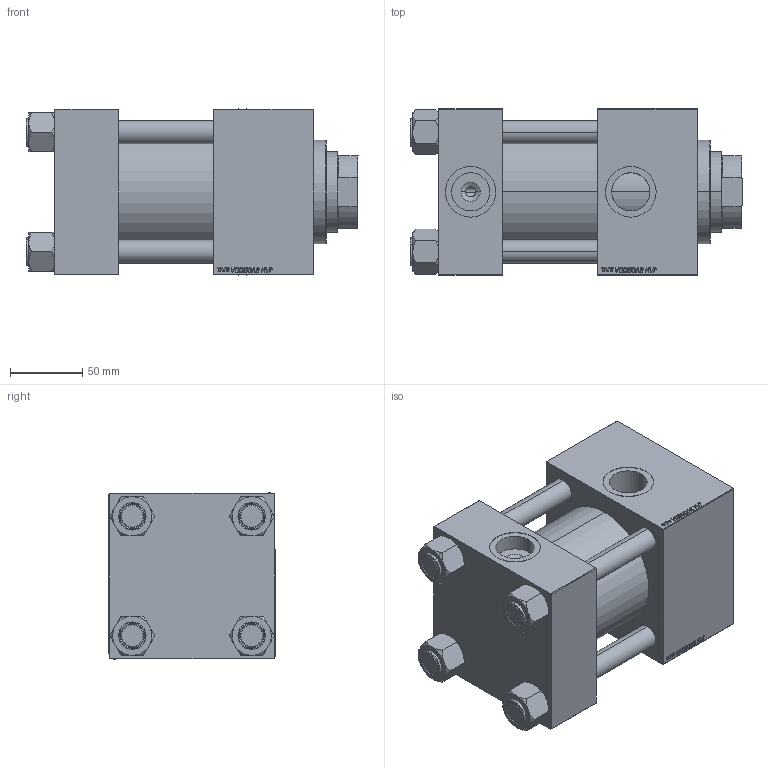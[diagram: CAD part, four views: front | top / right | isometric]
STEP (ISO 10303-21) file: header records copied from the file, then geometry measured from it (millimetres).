
FILE_DESCRIPTION (( 'STEP AP203' ), '1' );
FILE_NAME ('b1ca.STEP', '2025-12-11T12:49:57', ( '' ), ( '' ), 'SwSTEP 2.0', 'SolidWorks 2019', '' );
FILE_SCHEMA (( 'CONFIG_CONTROL_DESIGN' ));
Length unit declared in the file: millimetre
Products named in the file (6): V215CD_C_TYCINKA d3ca3a9a39c51f2b67efa039a7d13acb; V215CD_VC_C d3ca3a9a39c51f2b67efa039a7d13acb; NUT_M5_V215CD_C d3ca3a9a39c51f2b67efa039a7d13acb; V215CD_Body_C d3ca3a9a39c51f2b67efa039a7d13acb; b1ca; V215CD_VCP_C d3ca3a9a39c51f2b67efa039a7d13acb
Assembly tree (11 placements, depth 2):
  b1ca
    V215CD_Body_C d3ca3a9a39c51f2b67efa039a7d13acb
    V215CD_VC_C d3ca3a9a39c51f2b67efa039a7d13acb
    V215CD_VCP_C d3ca3a9a39c51f2b67efa039a7d13acb
    V215CD_C_TYCINKA d3ca3a9a39c51f2b67efa039a7d13acb  x4
    NUT_M5_V215CD_C d3ca3a9a39c51f2b67efa039a7d13acb  x4
Bounding box: 230 x 115 x 115 mm (x, y, z)
Volume: 1862047.6 mm3; surface area: 280214.7 mm2
Topology: 11 solids, 11 shells, 1193 faces, 3028 edges, 1973 vertices
Faces by surface type: plane 573, bspline 392, cone 136, cylinder 84, torus 8
Entity records: 50670 total; most frequent: CARTESIAN_POINT 27247, ORIENTED_EDGE 5320, DIRECTION 3360, EDGE_CURVE 2660, VERTEX_POINT 1751, LINE 1612, VECTOR 1612, EDGE_LOOP 1165
